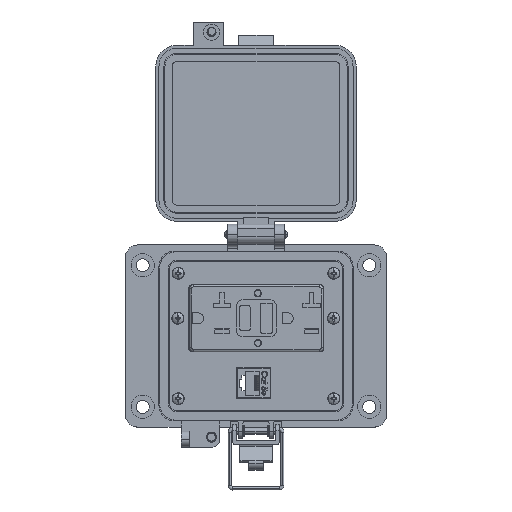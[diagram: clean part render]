
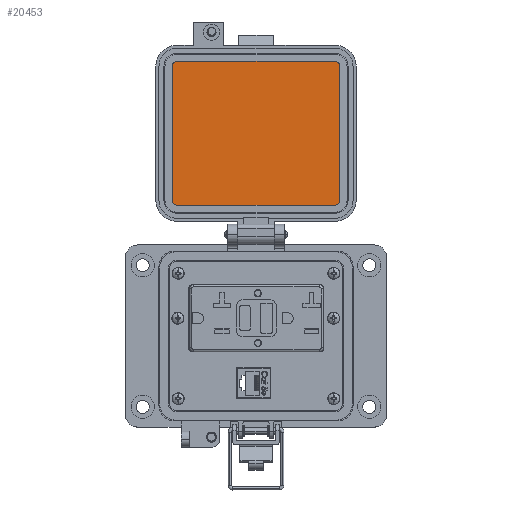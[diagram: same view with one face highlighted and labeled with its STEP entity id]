
A CAD part, top view. The second image highlights one B-rep face of the part: STEP entity #20453.
In plain terms, the highlighted planar face has unit normal (0, 0, 1).
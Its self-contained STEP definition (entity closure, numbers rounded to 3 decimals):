
#91 = EDGE_CURVE ( 'NONE', #52645, #13733, #62772, .T. ) ;
#508 = VERTEX_POINT ( 'NONE', #70704 ) ;
#560 = AXIS2_PLACEMENT_3D ( 'NONE', #2305, #46813, #8665 ) ;
#2085 = EDGE_CURVE ( 'NONE', #75943, #71972, #37956, .T. ) ;
#2305 = CARTESIAN_POINT ( 'NONE',  ( -42.469, 126.389, 19.202 ) ) ;
#5362 = ORIENTED_EDGE ( 'NONE', *, *, #58214, .F. ) ;
#5638 = EDGE_CURVE ( 'NONE', #71972, #508, #55267, .T. ) ;
#5965 = ORIENTED_EDGE ( 'NONE', *, *, #91, .F. ) ;
#6502 = EDGE_LOOP ( 'NONE', ( #5965, #69804, #60390, #65824, #79605, #64408, #5362, #70608 ) ) ;
#7076 = DIRECTION ( 'NONE',  ( 0., 0., -1. ) ) ;
#8665 = DIRECTION ( 'NONE',  ( 0., -1., 0. ) ) ;
#9871 = VECTOR ( 'NONE', #67296, 1000. ) ;
#13733 = VERTEX_POINT ( 'NONE', #25809 ) ;
#14492 = DIRECTION ( 'NONE',  ( 0., 0., 1. ) ) ;
#15016 = CARTESIAN_POINT ( 'NONE',  ( 35.912, 60.004, 19.202 ) ) ;
#16549 = LINE ( 'NONE', #61443, #65382 ) ;
#17785 = DIRECTION ( 'NONE',  ( 0., 1., 0. ) ) ;
#17914 = EDGE_CURVE ( 'NONE', #508, #52645, #43801, .T. ) ;
#20453 = ADVANCED_FACE ( 'NONE', ( #45892 ), #27051, .T. ) ;
#21403 = DIRECTION ( 'NONE',  ( 0., -1., 0. ) ) ;
#23216 = DIRECTION ( 'NONE',  ( -1., 0., 0. ) ) ;
#23627 = CARTESIAN_POINT ( 'NONE',  ( -44.769, 93.196, 19.202 ) ) ;
#24161 = EDGE_CURVE ( 'NONE', #36094, #75943, #57228, .T. ) ;
#24884 = EDGE_CURVE ( 'NONE', #61946, #36094, #32185, .T. ) ;
#25809 = CARTESIAN_POINT ( 'NONE',  ( 35.912, 57.705, 19.202 ) ) ;
#26914 = AXIS2_PLACEMENT_3D ( 'NONE', #52634, #14492, #59041 ) ;
#27051 = PLANE ( 'NONE',  #26914 ) ;
#29027 = AXIS2_PLACEMENT_3D ( 'NONE', #33157, #77676, #39467 ) ;
#31904 = AXIS2_PLACEMENT_3D ( 'NONE', #15016, #59609, #21403 ) ;
#32185 = LINE ( 'NONE', #23627, #80960 ) ;
#33157 = CARTESIAN_POINT ( 'NONE',  ( -42.469, 60.004, 19.202 ) ) ;
#36094 = VERTEX_POINT ( 'NONE', #48021 ) ;
#37956 = LINE ( 'NONE', #56031, #52862 ) ;
#39467 = DIRECTION ( 'NONE',  ( 1., 0., 0. ) ) ;
#40531 = CARTESIAN_POINT ( 'NONE',  ( -42.469, 128.688, 19.202 ) ) ;
#41624 = CARTESIAN_POINT ( 'NONE',  ( 38.212, 60.004, 19.202 ) ) ;
#43801 = LINE ( 'NONE', #76517, #9871 ) ;
#45222 = CARTESIAN_POINT ( 'NONE',  ( 35.912, 126.389, 19.202 ) ) ;
#45892 = FACE_OUTER_BOUND ( 'NONE', #6502, .T. ) ;
#46813 = DIRECTION ( 'NONE',  ( 0., 0., -1. ) ) ;
#48021 = CARTESIAN_POINT ( 'NONE',  ( -44.769, 126.389, 19.202 ) ) ;
#48710 = CARTESIAN_POINT ( 'NONE',  ( -44.769, 60.004, 19.202 ) ) ;
#51651 = DIRECTION ( 'NONE',  ( 1., 0., 0. ) ) ;
#52634 = CARTESIAN_POINT ( 'NONE',  ( 39.871, 130.108, 19.202 ) ) ;
#52645 = VERTEX_POINT ( 'NONE', #41624 ) ;
#52862 = VECTOR ( 'NONE', #62498, 1000. ) ;
#55267 = CIRCLE ( 'NONE', #71223, 2.299 ) ;
#56031 = CARTESIAN_POINT ( 'NONE',  ( -3.279, 128.688, 19.202 ) ) ;
#57228 = CIRCLE ( 'NONE', #560, 2.299 ) ;
#58214 = EDGE_CURVE ( 'NONE', #61907, #61946, #67666, .T. ) ;
#58915 = EDGE_CURVE ( 'NONE', #13733, #61907, #16549, .T. ) ;
#59041 = DIRECTION ( 'NONE',  ( -1., 0., 0. ) ) ;
#59609 = DIRECTION ( 'NONE',  ( 0., 0., -1. ) ) ;
#60390 = ORIENTED_EDGE ( 'NONE', *, *, #5638, .F. ) ;
#61443 = CARTESIAN_POINT ( 'NONE',  ( -3.279, 57.705, 19.202 ) ) ;
#61907 = VERTEX_POINT ( 'NONE', #67709 ) ;
#61946 = VERTEX_POINT ( 'NONE', #48710 ) ;
#62498 = DIRECTION ( 'NONE',  ( 1., 0., 0. ) ) ;
#62772 = CIRCLE ( 'NONE', #31904, 2.299 ) ;
#64408 = ORIENTED_EDGE ( 'NONE', *, *, #24884, .F. ) ;
#65382 = VECTOR ( 'NONE', #23216, 1000. ) ;
#65824 = ORIENTED_EDGE ( 'NONE', *, *, #2085, .F. ) ;
#67296 = DIRECTION ( 'NONE',  ( 0., -1., 0. ) ) ;
#67666 = CIRCLE ( 'NONE', #29027, 2.299 ) ;
#67709 = CARTESIAN_POINT ( 'NONE',  ( -42.469, 57.705, 19.202 ) ) ;
#69804 = ORIENTED_EDGE ( 'NONE', *, *, #17914, .F. ) ;
#70608 = ORIENTED_EDGE ( 'NONE', *, *, #58915, .F. ) ;
#70704 = CARTESIAN_POINT ( 'NONE',  ( 38.212, 126.389, 19.202 ) ) ;
#71201 = CARTESIAN_POINT ( 'NONE',  ( 35.912, 128.688, 19.202 ) ) ;
#71223 = AXIS2_PLACEMENT_3D ( 'NONE', #45222, #7076, #51651 ) ;
#71972 = VERTEX_POINT ( 'NONE', #71201 ) ;
#75943 = VERTEX_POINT ( 'NONE', #40531 ) ;
#76517 = CARTESIAN_POINT ( 'NONE',  ( 38.212, 93.196, 19.202 ) ) ;
#77676 = DIRECTION ( 'NONE',  ( 0., 0., -1. ) ) ;
#79605 = ORIENTED_EDGE ( 'NONE', *, *, #24161, .F. ) ;
#80960 = VECTOR ( 'NONE', #17785, 1000. ) ;
